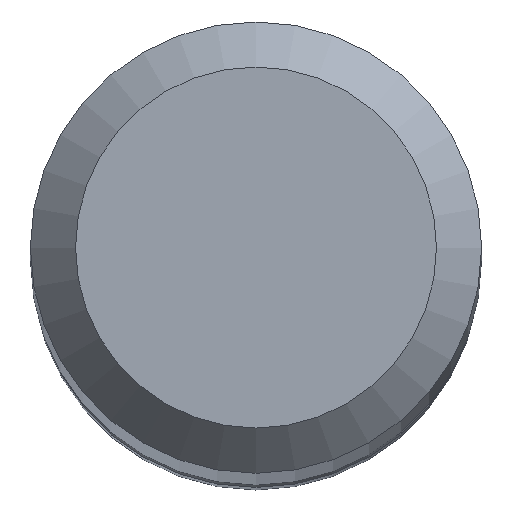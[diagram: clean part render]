
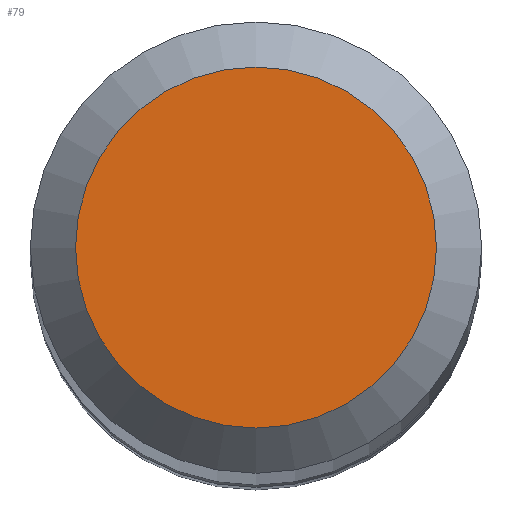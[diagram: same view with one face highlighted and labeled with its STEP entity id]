
A CAD part, top view. The second image highlights one B-rep face of the part: STEP entity #79.
In plain terms, the highlighted planar face has unit normal (0, 0, 1).
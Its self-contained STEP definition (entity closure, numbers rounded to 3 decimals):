
#37 = VERTEX_POINT ( 'NONE', #252 ) ;
#47 = ORIENTED_EDGE ( 'NONE', *, *, #186, .F. ) ;
#79 = ADVANCED_FACE ( 'NONE', ( #227 ), #150, .F. ) ;
#96 = EDGE_LOOP ( 'NONE', ( #47 ) ) ;
#121 = CARTESIAN_POINT ( 'NONE',  ( 0., 0., 70. ) ) ;
#125 = AXIS2_PLACEMENT_3D ( 'NONE', #171, #265, #126 ) ;
#126 = DIRECTION ( 'NONE',  ( 0., 1., 0. ) ) ;
#150 = PLANE ( 'NONE',  #125 ) ;
#151 = CIRCLE ( 'NONE', #286, 1.2 ) ;
#171 = CARTESIAN_POINT ( 'NONE',  ( 0., 0., 70. ) ) ;
#186 = EDGE_CURVE ( 'NONE', #37, #37, #151, .T. ) ;
#205 = DIRECTION ( 'NONE',  ( 0., 1., 0. ) ) ;
#227 = FACE_OUTER_BOUND ( 'NONE', #96, .T. ) ;
#252 = CARTESIAN_POINT ( 'NONE',  ( 0., 1.2, 70. ) ) ;
#265 = DIRECTION ( 'NONE',  ( 0., 0., -1. ) ) ;
#275 = DIRECTION ( 'NONE',  ( 0., 0., -1. ) ) ;
#286 = AXIS2_PLACEMENT_3D ( 'NONE', #121, #275, #205 ) ;
